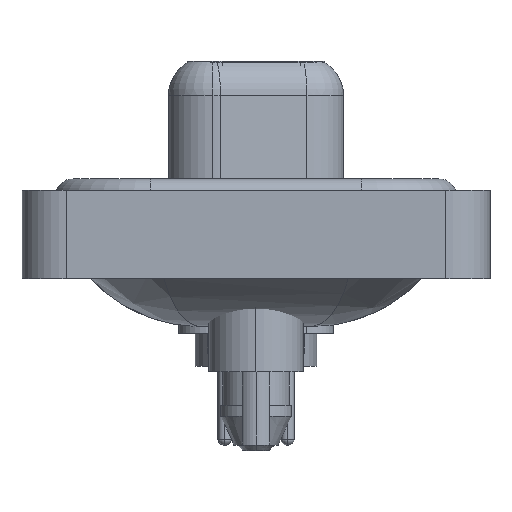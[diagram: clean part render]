
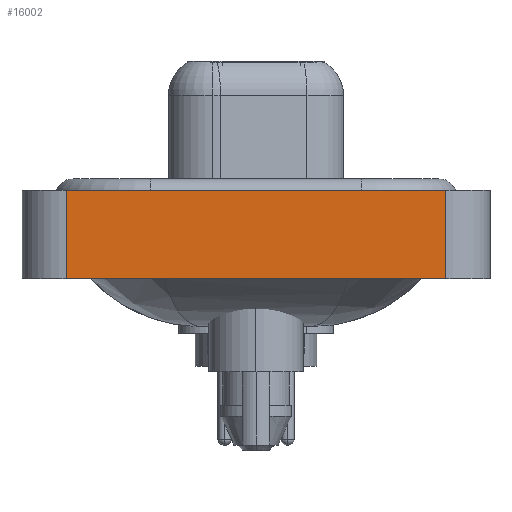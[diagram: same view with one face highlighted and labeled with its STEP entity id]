
A CAD part, left-side view. The second image highlights one B-rep face of the part: STEP entity #16002.
In plain terms, the highlighted planar face has unit normal (-1, 0, 0).
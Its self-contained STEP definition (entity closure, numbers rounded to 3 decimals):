
#606 = CARTESIAN_POINT ( 'NONE',  ( -7.25, -8.55, 0.4 ) ) ;
#826 = DIRECTION ( 'NONE',  ( 0., 0., 1. ) ) ;
#1088 = EDGE_LOOP ( 'NONE', ( #4819, #17961, #20689, #9800 ) ) ;
#1546 = CARTESIAN_POINT ( 'NONE',  ( -7.25, -8.55, -3.6 ) ) ;
#3015 = CARTESIAN_POINT ( 'NONE',  ( -7.25, -8.55, -3.6 ) ) ;
#3233 = AXIS2_PLACEMENT_3D ( 'NONE', #8980, #4359, #13968 ) ;
#4359 = DIRECTION ( 'NONE',  ( -1., 0., 0. ) ) ;
#4669 = VECTOR ( 'NONE', #826, 1000. ) ;
#4736 = EDGE_CURVE ( 'NONE', #16636, #16026, #4928, .T. ) ;
#4819 = ORIENTED_EDGE ( 'NONE', *, *, #16605, .T. ) ;
#4928 = LINE ( 'NONE', #7852, #15478 ) ;
#5847 = PLANE ( 'NONE',  #3233 ) ;
#7466 = VECTOR ( 'NONE', #8086, 1000. ) ;
#7852 = CARTESIAN_POINT ( 'NONE',  ( -7.25, -8.55, 0.4 ) ) ;
#8086 = DIRECTION ( 'NONE',  ( 0., -1., 0. ) ) ;
#8653 = VERTEX_POINT ( 'NONE', #20641 ) ;
#8980 = CARTESIAN_POINT ( 'NONE',  ( -7.25, -8.55, -3.6 ) ) ;
#9800 = ORIENTED_EDGE ( 'NONE', *, *, #13438, .T. ) ;
#11338 = EDGE_CURVE ( 'NONE', #8653, #16636, #15581, .T. ) ;
#12560 = FACE_OUTER_BOUND ( 'NONE', #1088, .T. ) ;
#13438 = EDGE_CURVE ( 'NONE', #8653, #13973, #14690, .T. ) ;
#13968 = DIRECTION ( 'NONE',  ( 0., 0., 1. ) ) ;
#13973 = VERTEX_POINT ( 'NONE', #20439 ) ;
#14646 = CARTESIAN_POINT ( 'NONE',  ( -7.25, 8.55, 0.4 ) ) ;
#14690 = LINE ( 'NONE', #1546, #7466 ) ;
#14850 = LINE ( 'NONE', #3015, #16964 ) ;
#15260 = CARTESIAN_POINT ( 'NONE',  ( -7.25, 8.55, -3.6 ) ) ;
#15478 = VECTOR ( 'NONE', #16385, 1000. ) ;
#15581 = LINE ( 'NONE', #15260, #4669 ) ;
#16002 = ADVANCED_FACE ( 'NONE', ( #12560 ), #5847, .T. ) ;
#16026 = VERTEX_POINT ( 'NONE', #606 ) ;
#16385 = DIRECTION ( 'NONE',  ( 0., -1., 0. ) ) ;
#16605 = EDGE_CURVE ( 'NONE', #13973, #16026, #14850, .T. ) ;
#16636 = VERTEX_POINT ( 'NONE', #14646 ) ;
#16964 = VECTOR ( 'NONE', #21104, 1000. ) ;
#17961 = ORIENTED_EDGE ( 'NONE', *, *, #4736, .F. ) ;
#20439 = CARTESIAN_POINT ( 'NONE',  ( -7.25, -8.55, -3.6 ) ) ;
#20641 = CARTESIAN_POINT ( 'NONE',  ( -7.25, 8.55, -3.6 ) ) ;
#20689 = ORIENTED_EDGE ( 'NONE', *, *, #11338, .F. ) ;
#21104 = DIRECTION ( 'NONE',  ( 0., 0., 1. ) ) ;
